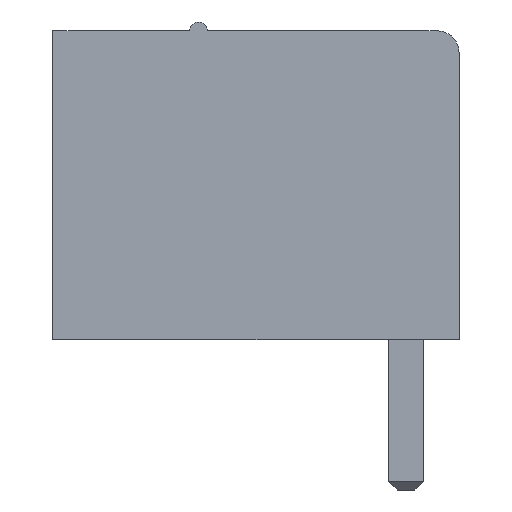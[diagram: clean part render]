
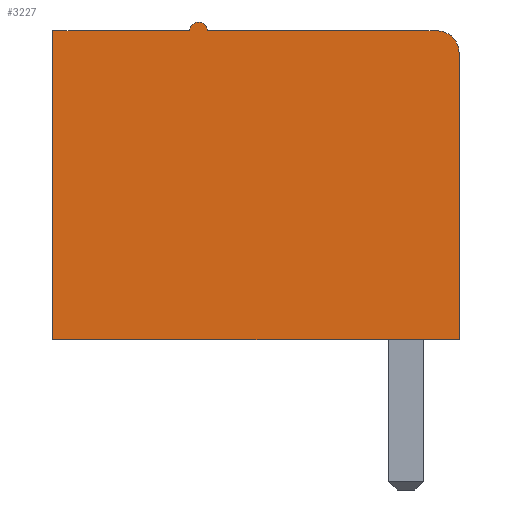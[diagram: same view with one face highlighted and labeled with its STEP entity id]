
A CAD part, left-side view. The second image highlights one B-rep face of the part: STEP entity #3227.
In plain terms, the highlighted planar face has unit normal (-1, 0, 0).
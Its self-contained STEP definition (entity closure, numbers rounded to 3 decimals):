
#88=CIRCLE('',#3515,0.5);
#89=CIRCLE('',#3516,0.2);
#206=FACE_OUTER_BOUND('',#378,.T.);
#378=EDGE_LOOP('',(#2647,#2648,#2649,#2650,#2651,#2652,#2653));
#720=LINE('',#5042,#1148);
#727=LINE('',#5058,#1155);
#728=LINE('',#5062,#1156);
#729=LINE('',#5064,#1157);
#730=LINE('',#5065,#1158);
#1148=VECTOR('',#4130,10.);
#1155=VECTOR('',#4141,10.);
#1156=VECTOR('',#4144,10.);
#1157=VECTOR('',#4145,10.);
#1158=VECTOR('',#4146,10.);
#1492=VERTEX_POINT('',#5039);
#1493=VERTEX_POINT('',#5041);
#1499=VERTEX_POINT('',#5055);
#1500=VERTEX_POINT('',#5057);
#1501=VERTEX_POINT('',#5059);
#1502=VERTEX_POINT('',#5061);
#1503=VERTEX_POINT('',#5063);
#1891=EDGE_CURVE('',#1492,#1493,#720,.T.);
#1898=EDGE_CURVE('',#1499,#1492,#88,.T.);
#1899=EDGE_CURVE('',#1500,#1499,#727,.T.);
#1900=EDGE_CURVE('',#1501,#1500,#89,.T.);
#1901=EDGE_CURVE('',#1502,#1501,#728,.T.);
#1902=EDGE_CURVE('',#1503,#1502,#729,.T.);
#1903=EDGE_CURVE('',#1493,#1503,#730,.T.);
#2647=ORIENTED_EDGE('',*,*,#1898,.F.);
#2648=ORIENTED_EDGE('',*,*,#1899,.F.);
#2649=ORIENTED_EDGE('',*,*,#1900,.F.);
#2650=ORIENTED_EDGE('',*,*,#1901,.F.);
#2651=ORIENTED_EDGE('',*,*,#1902,.F.);
#2652=ORIENTED_EDGE('',*,*,#1903,.F.);
#2653=ORIENTED_EDGE('',*,*,#1891,.F.);
#3064=PLANE('',#3514);
#3227=ADVANCED_FACE('',(#206),#3064,.F.);
#3514=AXIS2_PLACEMENT_3D('',#5054,#4137,#4138);
#3515=AXIS2_PLACEMENT_3D('',#5056,#4139,#4140);
#3516=AXIS2_PLACEMENT_3D('',#5060,#4142,#4143);
#4130=DIRECTION('',(0.,0.,-1.));
#4137=DIRECTION('center_axis',(1.,0.,0.));
#4138=DIRECTION('ref_axis',(0.,0.,-1.));
#4139=DIRECTION('center_axis',(1.,0.,0.));
#4140=DIRECTION('ref_axis',(0.,0.,1.));
#4141=DIRECTION('',(0.,-1.,0.));
#4142=DIRECTION('center_axis',(1.,0.,0.));
#4143=DIRECTION('ref_axis',(0.,1.,0.));
#4144=DIRECTION('',(0.,-1.,0.));
#4145=DIRECTION('',(0.,0.,1.));
#4146=DIRECTION('',(0.,1.,0.));
#5039=CARTESIAN_POINT('',(-2.54,-1.2,6.5));
#5041=CARTESIAN_POINT('',(-2.54,-1.2,0.));
#5042=CARTESIAN_POINT('',(-2.54,-1.2,6.5));
#5054=CARTESIAN_POINT('Origin',(-2.54,3.461,3.465));
#5055=CARTESIAN_POINT('',(-2.54,-0.7,7.));
#5056=CARTESIAN_POINT('Origin',(-2.54,-0.7,6.5));
#5057=CARTESIAN_POINT('',(-2.54,4.5,7.));
#5058=CARTESIAN_POINT('',(-2.54,4.5,7.));
#5059=CARTESIAN_POINT('',(-2.54,4.9,7.));
#5060=CARTESIAN_POINT('Origin',(-2.54,4.7,7.));
#5061=CARTESIAN_POINT('',(-2.54,8.,7.));
#5062=CARTESIAN_POINT('',(-2.54,8.,7.));
#5063=CARTESIAN_POINT('',(-2.54,8.,0.));
#5064=CARTESIAN_POINT('',(-2.54,8.,0.));
#5065=CARTESIAN_POINT('',(-2.54,-1.2,0.));
